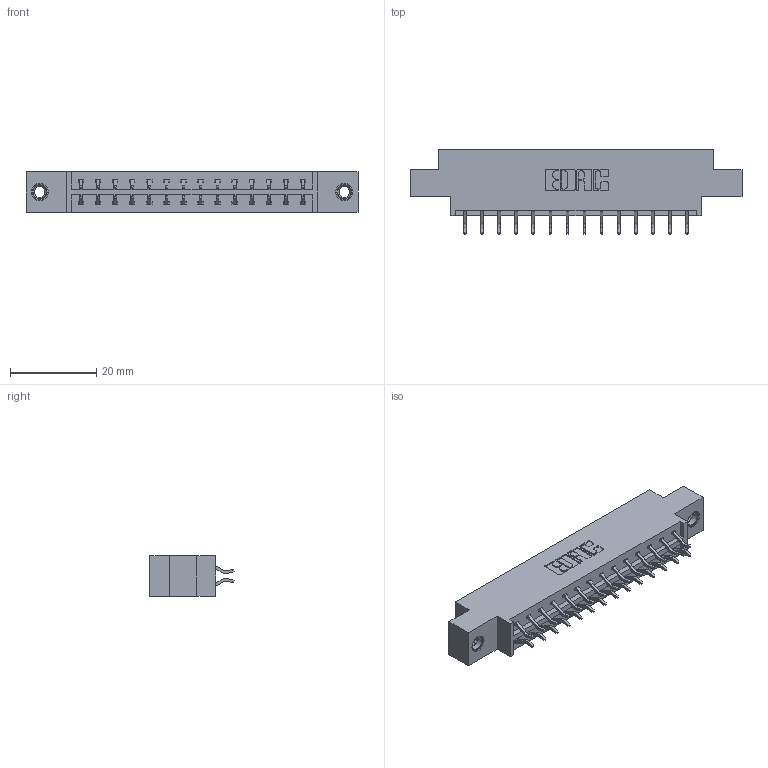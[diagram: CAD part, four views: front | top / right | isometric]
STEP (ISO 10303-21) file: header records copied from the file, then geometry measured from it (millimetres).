
FILE_DESCRIPTION (( 'STEP AP203' ), '1' );
FILE_NAME ('333-028-556-807.STEP', '2018-08-02T15:42:56', ( '' ), ( '' ), 'SwSTEP 2.0', 'SolidWorks 2016', '' );
FILE_SCHEMA (( 'CONFIG_CONTROL_DESIGN' ));
Length unit declared in the file: inch
Products named in the file (4): 333 Part_Offset - .156 Dia - TI; 345-292-001_556 Tail; 345-250-001_345-250-005-103; 333-028-556-807
Assembly tree (31 placements, depth 2):
  333-028-556-807
    333 Part_Offset - .156 Dia - TI
    345-292-001_556 Tail  x28
    345-250-001_345-250-005-103  x2
Bounding box: 77.01 x 19.57 x 9.4 mm (x, y, z)
Volume: 7358.3 mm3; surface area: 8625.8 mm2
Topology: 31 solids, 31 shells, 1802 faces, 5303 edges, 3490 vertices
Faces by surface type: plane 1226, cylinder 560, cone 12, torus 4
Entity records: 14166 total; most frequent: CARTESIAN_POINT 2381, ORIENTED_EDGE 2298, DIRECTION 2103, EDGE_CURVE 1149, VECTOR 993, LINE 993, VERTEX_POINT 760, AXIS2_PLACEMENT_3D 555
